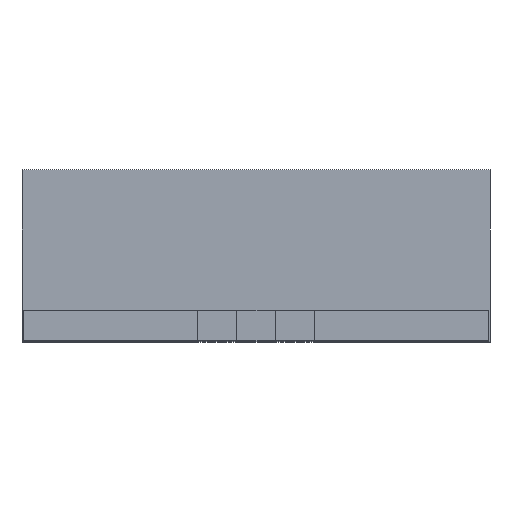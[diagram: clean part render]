
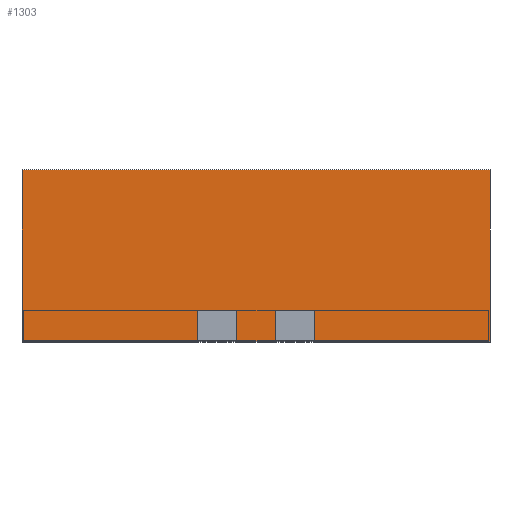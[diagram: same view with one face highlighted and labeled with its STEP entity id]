
A CAD part, top view. The second image highlights one B-rep face of the part: STEP entity #1303.
In plain terms, the highlighted planar face has unit normal (0, 0, 1).
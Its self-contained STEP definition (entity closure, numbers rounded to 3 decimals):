
#12 = CARTESIAN_POINT ( 'NONE',  ( -1.5, 0., 1.5 ) ) ;
#63 = CARTESIAN_POINT ( 'NONE',  ( -0.375, 0.2, 1.5 ) ) ;
#87 = DIRECTION ( 'NONE',  ( 1., 0., 0. ) ) ;
#120 = CARTESIAN_POINT ( 'NONE',  ( 0.125, 0., 1.5 ) ) ;
#130 = CARTESIAN_POINT ( 'NONE',  ( -1.5, 0., 1.5 ) ) ;
#148 = VECTOR ( 'NONE', #87, 1000. ) ;
#163 = DIRECTION ( 'NONE',  ( 0., -1., 0. ) ) ;
#166 = ORIENTED_EDGE ( 'NONE', *, *, #819, .F. ) ;
#177 = LINE ( 'NONE', #12, #1051 ) ;
#250 = VECTOR ( 'NONE', #1125, 1000. ) ;
#280 = DIRECTION ( 'NONE',  ( 0., 1., 0. ) ) ;
#337 = VECTOR ( 'NONE', #163, 1000. ) ;
#368 = VECTOR ( 'NONE', #1281, 1000. ) ;
#371 = LINE ( 'NONE', #976, #1206 ) ;
#379 = VECTOR ( 'NONE', #2338, 1000. ) ;
#458 = CARTESIAN_POINT ( 'NONE',  ( -1.5, 1.1, 1.5 ) ) ;
#489 = FACE_OUTER_BOUND ( 'NONE', #1016, .T. ) ;
#522 = CARTESIAN_POINT ( 'NONE',  ( 0.375, 0.2, 1.5 ) ) ;
#553 = DIRECTION ( 'NONE',  ( 0., 1., 0. ) ) ;
#556 = ORIENTED_EDGE ( 'NONE', *, *, #2152, .F. ) ;
#601 = EDGE_CURVE ( 'NONE', #2143, #2114, #371, .T. ) ;
#630 = LINE ( 'NONE', #1241, #2246 ) ;
#649 = LINE ( 'NONE', #1490, #379 ) ;
#699 = EDGE_CURVE ( 'NONE', #2318, #2599, #1813, .T. ) ;
#701 = VECTOR ( 'NONE', #553, 1000. ) ;
#708 = ORIENTED_EDGE ( 'NONE', *, *, #1290, .F. ) ;
#716 = DIRECTION ( 'NONE',  ( -1., 0., 0. ) ) ;
#732 = CARTESIAN_POINT ( 'NONE',  ( -1.5, 1.1, 1.5 ) ) ;
#740 = DIRECTION ( 'NONE',  ( -1., 0., 0. ) ) ;
#756 = VERTEX_POINT ( 'NONE', #1039 ) ;
#765 = ORIENTED_EDGE ( 'NONE', *, *, #1742, .F. ) ;
#819 = EDGE_CURVE ( 'NONE', #2599, #2361, #1143, .T. ) ;
#821 = VERTEX_POINT ( 'NONE', #63 ) ;
#829 = DIRECTION ( 'NONE',  ( -1., 0., 0. ) ) ;
#912 = VECTOR ( 'NONE', #280, 1000. ) ;
#936 = ORIENTED_EDGE ( 'NONE', *, *, #2684, .F. ) ;
#976 = CARTESIAN_POINT ( 'NONE',  ( -1.5, 1.1, 1.5 ) ) ;
#1016 = EDGE_LOOP ( 'NONE', ( #708, #2608, #765, #166, #2014, #2722, #1700, #2103, #1716, #2683, #936, #556 ) ) ;
#1039 = CARTESIAN_POINT ( 'NONE',  ( -0.375, 0., 1.5 ) ) ;
#1042 = EDGE_CURVE ( 'NONE', #756, #2143, #1875, .T. ) ;
#1051 = VECTOR ( 'NONE', #1682, 1000. ) ;
#1094 = CARTESIAN_POINT ( 'NONE',  ( -1.5, 0.2, 1.5 ) ) ;
#1125 = DIRECTION ( 'NONE',  ( -1., 0., 0. ) ) ;
#1134 = CARTESIAN_POINT ( 'NONE',  ( 0., 1.1, 1.5 ) ) ;
#1143 = LINE ( 'NONE', #1941, #250 ) ;
#1206 = VECTOR ( 'NONE', #2467, 1000. ) ;
#1241 = CARTESIAN_POINT ( 'NONE',  ( -1.5, 0., 1.5 ) ) ;
#1252 = CARTESIAN_POINT ( 'NONE',  ( 0.125, 1.1, 1.5 ) ) ;
#1264 = EDGE_CURVE ( 'NONE', #2114, #1862, #1529, .T. ) ;
#1277 = LINE ( 'NONE', #1094, #1439 ) ;
#1281 = DIRECTION ( 'NONE',  ( 0., -1., 0. ) ) ;
#1290 = EDGE_CURVE ( 'NONE', #1684, #2115, #2212, .T. ) ;
#1303 = ADVANCED_FACE ( 'NONE', ( #489 ), #1960, .F. ) ;
#1304 = CARTESIAN_POINT ( 'NONE',  ( -0.125, 0.2, 1.5 ) ) ;
#1314 = CARTESIAN_POINT ( 'NONE',  ( 1.5, 0., 1.5 ) ) ;
#1379 = EDGE_CURVE ( 'NONE', #1456, #2318, #630, .T. ) ;
#1397 = EDGE_CURVE ( 'NONE', #2293, #1684, #177, .T. ) ;
#1439 = VECTOR ( 'NONE', #2116, 1000. ) ;
#1456 = VERTEX_POINT ( 'NONE', #1314 ) ;
#1490 = CARTESIAN_POINT ( 'NONE',  ( 1.5, 1.1, 1.5 ) ) ;
#1499 = LINE ( 'NONE', #1252, #368 ) ;
#1508 = VECTOR ( 'NONE', #740, 1000. ) ;
#1529 = LINE ( 'NONE', #1134, #148 ) ;
#1562 = CARTESIAN_POINT ( 'NONE',  ( -0.375, 1.1, 1.5 ) ) ;
#1608 = CARTESIAN_POINT ( 'NONE',  ( 0.375, 1.1, 1.5 ) ) ;
#1614 = AXIS2_PLACEMENT_3D ( 'NONE', #732, #2223, #716 ) ;
#1682 = DIRECTION ( 'NONE',  ( -1., 0., 0. ) ) ;
#1684 = VERTEX_POINT ( 'NONE', #2063 ) ;
#1700 = ORIENTED_EDGE ( 'NONE', *, *, #2575, .T. ) ;
#1716 = ORIENTED_EDGE ( 'NONE', *, *, #601, .F. ) ;
#1742 = EDGE_CURVE ( 'NONE', #2361, #2293, #1499, .T. ) ;
#1813 = LINE ( 'NONE', #1608, #701 ) ;
#1862 = VERTEX_POINT ( 'NONE', #2106 ) ;
#1875 = LINE ( 'NONE', #130, #1508 ) ;
#1941 = CARTESIAN_POINT ( 'NONE',  ( -1.5, 0.2, 1.5 ) ) ;
#1960 = PLANE ( 'NONE',  #1614 ) ;
#2012 = CARTESIAN_POINT ( 'NONE',  ( -0.125, 1.1, 1.5 ) ) ;
#2014 = ORIENTED_EDGE ( 'NONE', *, *, #699, .F. ) ;
#2063 = CARTESIAN_POINT ( 'NONE',  ( -0.125, 0., 1.5 ) ) ;
#2103 = ORIENTED_EDGE ( 'NONE', *, *, #1264, .F. ) ;
#2106 = CARTESIAN_POINT ( 'NONE',  ( 1.5, 1.1, 1.5 ) ) ;
#2114 = VERTEX_POINT ( 'NONE', #458 ) ;
#2115 = VERTEX_POINT ( 'NONE', #1304 ) ;
#2116 = DIRECTION ( 'NONE',  ( -1., 0., 0. ) ) ;
#2143 = VERTEX_POINT ( 'NONE', #2354 ) ;
#2152 = EDGE_CURVE ( 'NONE', #2115, #821, #1277, .T. ) ;
#2212 = LINE ( 'NONE', #2012, #912 ) ;
#2216 = CARTESIAN_POINT ( 'NONE',  ( 0.125, 0.2, 1.5 ) ) ;
#2223 = DIRECTION ( 'NONE',  ( 0., 0., -1. ) ) ;
#2246 = VECTOR ( 'NONE', #829, 1000. ) ;
#2293 = VERTEX_POINT ( 'NONE', #120 ) ;
#2318 = VERTEX_POINT ( 'NONE', #2382 ) ;
#2338 = DIRECTION ( 'NONE',  ( 0., 1., 0. ) ) ;
#2354 = CARTESIAN_POINT ( 'NONE',  ( -1.5, 0., 1.5 ) ) ;
#2361 = VERTEX_POINT ( 'NONE', #2216 ) ;
#2382 = CARTESIAN_POINT ( 'NONE',  ( 0.375, 0., 1.5 ) ) ;
#2467 = DIRECTION ( 'NONE',  ( 0., 1., 0. ) ) ;
#2575 = EDGE_CURVE ( 'NONE', #1456, #1862, #649, .T. ) ;
#2599 = VERTEX_POINT ( 'NONE', #522 ) ;
#2608 = ORIENTED_EDGE ( 'NONE', *, *, #1397, .F. ) ;
#2612 = LINE ( 'NONE', #1562, #337 ) ;
#2683 = ORIENTED_EDGE ( 'NONE', *, *, #1042, .F. ) ;
#2684 = EDGE_CURVE ( 'NONE', #821, #756, #2612, .T. ) ;
#2722 = ORIENTED_EDGE ( 'NONE', *, *, #1379, .F. ) ;
